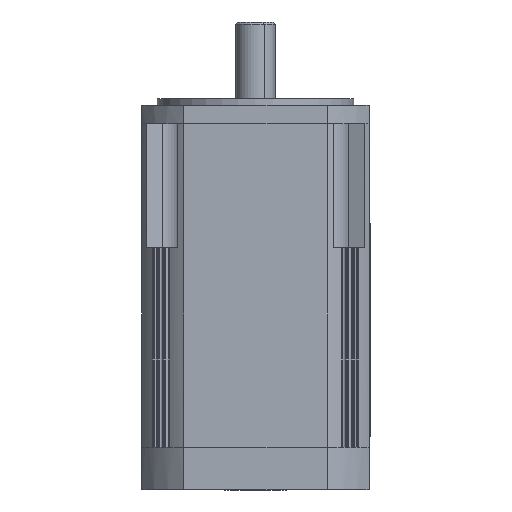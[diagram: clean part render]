
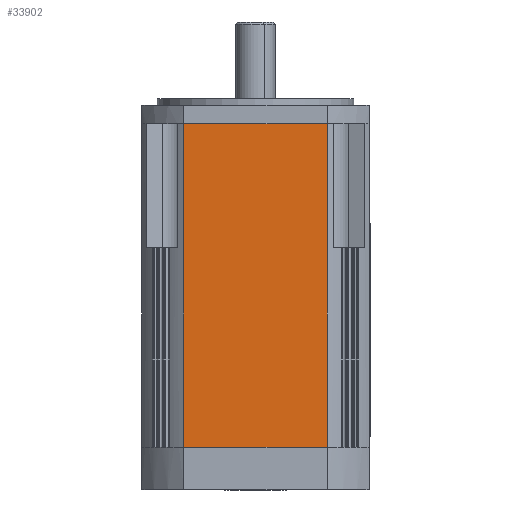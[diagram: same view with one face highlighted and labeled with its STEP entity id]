
A CAD part, front view. The second image highlights one B-rep face of the part: STEP entity #33902.
In plain terms, the highlighted face is planar.
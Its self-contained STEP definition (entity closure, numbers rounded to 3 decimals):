
#29129=CARTESIAN_POINT('',(34.641,-55.0,0.0));
#29130=VERTEX_POINT('',#29129);
#29162=CARTESIAN_POINT('',(-34.641,-55.0,0.0));
#29163=VERTEX_POINT('',#29162);
#29164=CARTESIAN_POINT('',(34.641,-55.0,0.0));
#29165=DIRECTION('',(-1.0,0.0,0.0));
#29166=VECTOR('',#29165,69.282);
#29167=LINE('',#29164,#29166);
#29168=EDGE_CURVE('',#29130,#29163,#29167,.T.);
#30907=CARTESIAN_POINT('',(34.641,-55.0,156.5));
#30908=VERTEX_POINT('',#30907);
#30940=CARTESIAN_POINT('',(-34.641,-55.0,156.5));
#30941=VERTEX_POINT('',#30940);
#30948=CARTESIAN_POINT('',(34.641,-55.0,156.5));
#30949=DIRECTION('',(-1.0,0.0,0.0));
#30950=VECTOR('',#30949,69.282);
#30951=LINE('',#30948,#30950);
#30952=EDGE_CURVE('',#30908,#30941,#30951,.T.);
#32910=CARTESIAN_POINT('',(34.641,-55.0,0.0));
#32911=DIRECTION('',(0.0,0.0,1.0));
#32912=VECTOR('',#32911,156.5);
#32913=LINE('',#32910,#32912);
#32914=EDGE_CURVE('',#29130,#30908,#32913,.T.);
#33315=CARTESIAN_POINT('',(-34.641,-55.0,0.0));
#33316=DIRECTION('',(0.0,0.0,1.0));
#33317=VECTOR('',#33316,156.5);
#33318=LINE('',#33315,#33317);
#33319=EDGE_CURVE('',#29163,#30941,#33318,.T.);
#33891=CARTESIAN_POINT('',(34.641,-55.0,0.0));
#33892=DIRECTION('',(0.0,-1.0,0.0));
#33893=DIRECTION('',(0.0,0.0,-1.0));
#33894=AXIS2_PLACEMENT_3D('',#33891,#33892,#33893);
#33895=PLANE('',#33894);
#33896=ORIENTED_EDGE('',*,*,#30952,.T.);
#33897=ORIENTED_EDGE('',*,*,#33319,.F.);
#33898=ORIENTED_EDGE('',*,*,#29168,.F.);
#33899=ORIENTED_EDGE('',*,*,#32914,.T.);
#33900=EDGE_LOOP('',(#33896,#33897,#33898,#33899));
#33901=FACE_OUTER_BOUND('',#33900,.T.);
#33902=ADVANCED_FACE('',(#33901),#33895,.T.);
